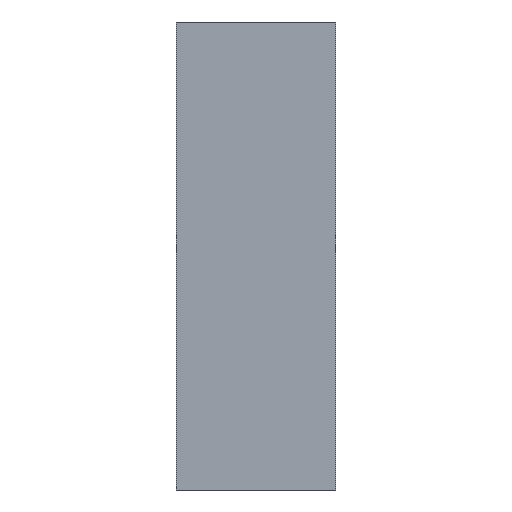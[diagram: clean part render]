
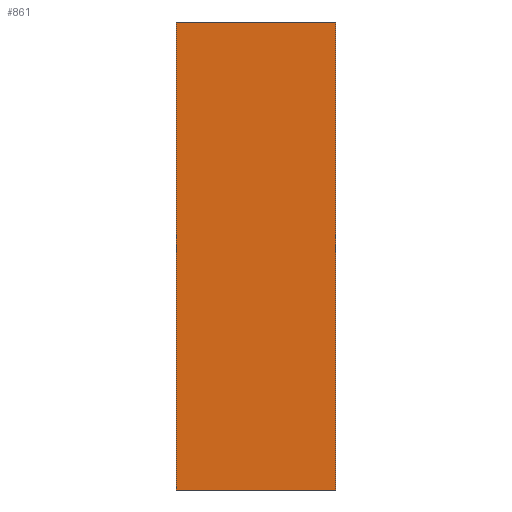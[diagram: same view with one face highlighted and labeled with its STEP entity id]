
A CAD part, left-side view. The second image highlights one B-rep face of the part: STEP entity #861.
In plain terms, the highlighted planar face has unit normal (-1, 0, 0).
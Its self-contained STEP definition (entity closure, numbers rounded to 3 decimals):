
#57=LINE('',#1334,#103);
#60=LINE('',#1340,#106);
#61=LINE('',#1342,#107);
#62=LINE('',#1344,#108);
#103=VECTOR('',#1066,1000.);
#106=VECTOR('',#1071,1000.);
#107=VECTOR('',#1072,1000.);
#108=VECTOR('',#1073,1000.);
#162=ORIENTED_EDGE('',*,*,#374,.T.);
#163=ORIENTED_EDGE('',*,*,#375,.F.);
#164=ORIENTED_EDGE('',*,*,#376,.F.);
#165=ORIENTED_EDGE('',*,*,#371,.T.);
#371=EDGE_CURVE('',#478,#477,#57,.T.);
#374=EDGE_CURVE('',#477,#480,#60,.T.);
#375=EDGE_CURVE('',#481,#480,#61,.T.);
#376=EDGE_CURVE('',#478,#481,#62,.T.);
#477=VERTEX_POINT('',#1333);
#478=VERTEX_POINT('',#1335);
#480=VERTEX_POINT('',#1341);
#481=VERTEX_POINT('',#1343);
#613=EDGE_LOOP('',(#162,#163,#164,#165));
#727=FACE_BOUND('',#613,.T.);
#831=PLANE('',#942);
#861=ADVANCED_FACE('',(#727),#831,.F.);
#942=AXIS2_PLACEMENT_3D('',#1339,#1069,#1070);
#1066=DIRECTION('',(0.,0.,-1.));
#1069=DIRECTION('',(1.,0.,0.));
#1070=DIRECTION('',(0.,0.,-1.));
#1071=DIRECTION('',(0.,-1.,0.));
#1072=DIRECTION('',(0.,0.,-1.));
#1073=DIRECTION('',(0.,-1.,0.));
#1333=CARTESIAN_POINT('',(-22.5,23.5,0.));
#1334=CARTESIAN_POINT('',(-22.5,23.5,69.));
#1335=CARTESIAN_POINT('',(-22.5,23.5,69.));
#1339=CARTESIAN_POINT('',(-22.5,23.5,69.));
#1340=CARTESIAN_POINT('',(-22.5,23.5,0.));
#1341=CARTESIAN_POINT('',(-22.5,0.,0.));
#1342=CARTESIAN_POINT('',(-22.5,0.,69.));
#1343=CARTESIAN_POINT('',(-22.5,0.,69.));
#1344=CARTESIAN_POINT('',(-22.5,23.5,69.));
